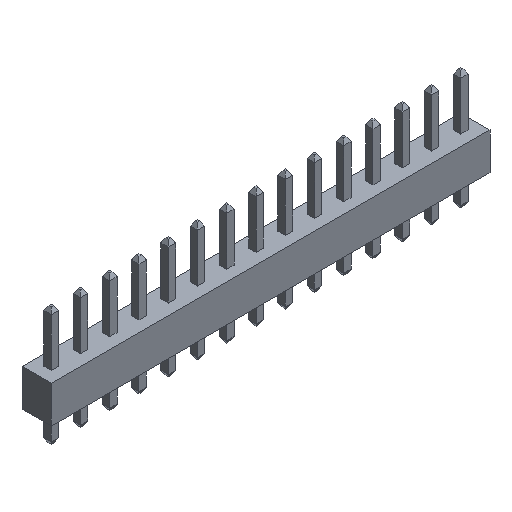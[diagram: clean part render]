
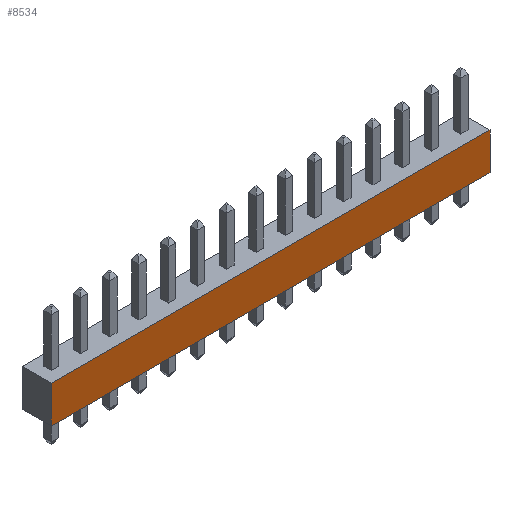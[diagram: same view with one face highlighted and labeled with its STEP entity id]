
A CAD part, isometric view. The second image highlights one B-rep face of the part: STEP entity #8534.
In plain terms, the highlighted planar face has unit normal (0, -1, 0).
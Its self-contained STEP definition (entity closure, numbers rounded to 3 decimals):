
#8411 = CARTESIAN_POINT ( 'NONE',  ( 29., -1., 0. ) ) ;
#8412 = VERTEX_POINT ( 'NONE', #8411 ) ;
#8429 = CARTESIAN_POINT ( 'NONE',  ( 29., -1., 2.54 ) ) ;
#8430 = VERTEX_POINT ( 'NONE', #8429 ) ;
#8437 = CARTESIAN_POINT ( 'NONE',  ( 29., -1., 2.54 ) ) ;
#8438 = DIRECTION ( 'NONE',  ( 0., 0., -1. ) ) ;
#8439 = VECTOR ( 'NONE', #8438, 1000. ) ;
#8440 = LINE ( 'NONE', #8437, #8439 ) ;
#8441 = EDGE_CURVE ( 'NONE', #8430, #8412, #8440, .T. ) ;
#8482 = CARTESIAN_POINT ( 'NONE',  ( -1., -1., 0. ) ) ;
#8483 = VERTEX_POINT ( 'NONE', #8482 ) ;
#8490 = CARTESIAN_POINT ( 'NONE',  ( -1., -1., 2.54 ) ) ;
#8491 = VERTEX_POINT ( 'NONE', #8490 ) ;
#8492 = CARTESIAN_POINT ( 'NONE',  ( -1., -1., 2.54 ) ) ;
#8493 = DIRECTION ( 'NONE',  ( 0., 0., -1. ) ) ;
#8494 = VECTOR ( 'NONE', #8493, 1000. ) ;
#8495 = LINE ( 'NONE', #8492, #8494 ) ;
#8496 = EDGE_CURVE ( 'NONE', #8491, #8483, #8495, .T. ) ;
#8513 = CARTESIAN_POINT ( 'NONE',  ( -1., -1., 0. ) ) ;
#8514 = DIRECTION ( 'NONE',  ( 1., 0., 0. ) ) ;
#8515 = VECTOR ( 'NONE', #8514, 1000. ) ;
#8516 = LINE ( 'NONE', #8513, #8515 ) ;
#8517 = EDGE_CURVE ( 'NONE', #8483, #8412, #8516, .T. ) ;
#8518 = ORIENTED_EDGE ( 'NONE', *, *, #8517, .T. ) ;
#8519 = ORIENTED_EDGE ( 'NONE', *, *, #8441, .F. ) ;
#8520 = CARTESIAN_POINT ( 'NONE',  ( -1., -1., 2.54 ) ) ;
#8521 = DIRECTION ( 'NONE',  ( 1., 0., 0. ) ) ;
#8522 = VECTOR ( 'NONE', #8521, 1000. ) ;
#8523 = LINE ( 'NONE', #8520, #8522 ) ;
#8524 = EDGE_CURVE ( 'NONE', #8491, #8430, #8523, .T. ) ;
#8525 = ORIENTED_EDGE ( 'NONE', *, *, #8524, .F. ) ;
#8526 = ORIENTED_EDGE ( 'NONE', *, *, #8496, .T. ) ;
#8527 = EDGE_LOOP ( 'NONE', ( #8518, #8519, #8525, #8526 ) ) ;
#8528 = FACE_OUTER_BOUND ( 'NONE', #8527, .T. ) ;
#8529 = CARTESIAN_POINT ( 'NONE',  ( -1., -1., 2.54 ) ) ;
#8530 = DIRECTION ( 'NONE',  ( 0., 1., 0. ) ) ;
#8531 = DIRECTION ( 'NONE',  ( -1., 0., 0. ) ) ;
#8532 = AXIS2_PLACEMENT_3D ( 'NONE', #8529, #8530, #8531 ) ;
#8533 = PLANE ( 'NONE', #8532 ) ;
#8534 = ADVANCED_FACE ( 'NONE', ( #8528 ), #8533, .F. ) ;
